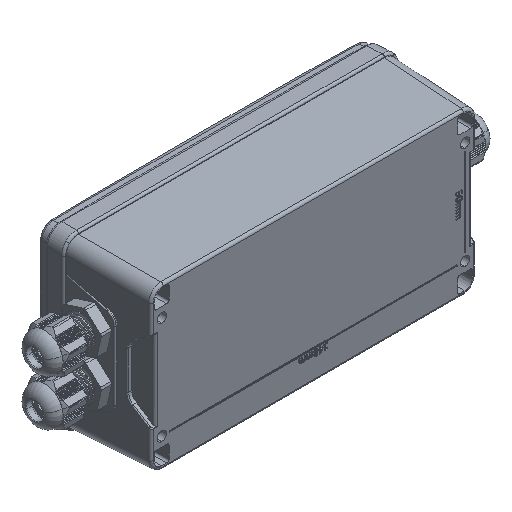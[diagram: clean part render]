
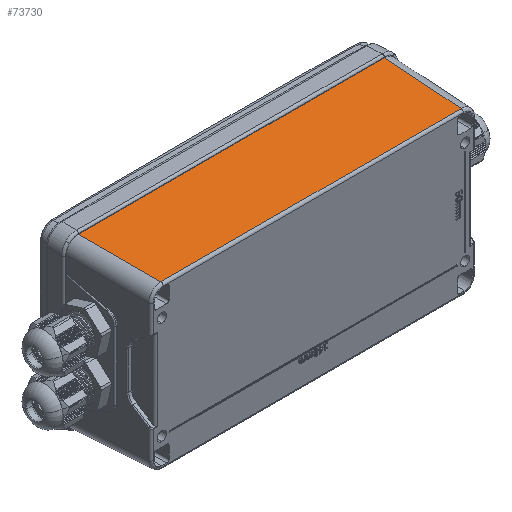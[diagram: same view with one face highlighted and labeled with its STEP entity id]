
A CAD part, isometric view. The second image highlights one B-rep face of the part: STEP entity #73730.
In plain terms, the highlighted planar face has unit normal (0, -0.035, 0.999).
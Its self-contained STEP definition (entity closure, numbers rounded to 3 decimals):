
#1954 = VERTEX_POINT ( 'NONE', #21197 ) ;
#5903 = EDGE_CURVE ( 'NONE', #1954, #93700, #131078, .T. ) ;
#6993 = CARTESIAN_POINT ( 'NONE',  ( -80.625, 40., 40.625 ) ) ;
#9863 = CARTESIAN_POINT ( 'NONE',  ( -74.629, 40., 40.625 ) ) ;
#11093 = AXIS2_PLACEMENT_3D ( 'NONE', #100430, #162125, #150013 ) ;
#11963 = PLANE ( 'NONE',  #11093 ) ;
#14420 = EDGE_CURVE ( 'NONE', #135493, #93700, #88644, .T. ) ;
#19439 = VERTEX_POINT ( 'NONE', #103110 ) ;
#21197 = CARTESIAN_POINT ( 'NONE',  ( 73.272, 1.158, 39.269 ) ) ;
#26150 = CARTESIAN_POINT ( 'NONE',  ( 74.537, 37.378, 40.533 ) ) ;
#27041 = EDGE_CURVE ( 'NONE', #19439, #135493, #36812, .T. ) ;
#29226 = ORIENTED_EDGE ( 'NONE', *, *, #5903, .F. ) ;
#32212 = DIRECTION ( 'NONE',  ( -1., 0., 0. ) ) ;
#36812 = LINE ( 'NONE', #6993, #155274 ) ;
#54722 = FACE_OUTER_BOUND ( 'NONE', #72819, .T. ) ;
#57547 = ORIENTED_EDGE ( 'NONE', *, *, #27041, .T. ) ;
#61056 = DIRECTION ( 'NONE',  ( 0.035, -0.999, -0.035 ) ) ;
#61799 = LINE ( 'NONE', #26150, #97399 ) ;
#64345 = DIRECTION ( 'NONE',  ( -0.035, -0.999, -0.035 ) ) ;
#72819 = EDGE_LOOP ( 'NONE', ( #96610, #57547, #80599, #29226 ) ) ;
#73730 = ADVANCED_FACE ( 'NONE', ( #54722 ), #11963, .T. ) ;
#80599 = ORIENTED_EDGE ( 'NONE', *, *, #14420, .T. ) ;
#86470 = EDGE_CURVE ( 'NONE', #19439, #1954, #61799, .T. ) ;
#86762 = VECTOR ( 'NONE', #61056, 1000. ) ;
#88644 = LINE ( 'NONE', #113030, #86762 ) ;
#93700 = VERTEX_POINT ( 'NONE', #145943 ) ;
#95254 = CARTESIAN_POINT ( 'NONE',  ( -80.625, 1.158, 39.269 ) ) ;
#95590 = VECTOR ( 'NONE', #32212, 1000. ) ;
#96610 = ORIENTED_EDGE ( 'NONE', *, *, #86470, .F. ) ;
#97399 = VECTOR ( 'NONE', #64345, 1000. ) ;
#100430 = CARTESIAN_POINT ( 'NONE',  ( -80.625, 40., 40.625 ) ) ;
#103110 = CARTESIAN_POINT ( 'NONE',  ( 74.629, 40., 40.625 ) ) ;
#113030 = CARTESIAN_POINT ( 'NONE',  ( -74.629, 40., 40.625 ) ) ;
#120284 = DIRECTION ( 'NONE',  ( -1., 0., 0. ) ) ;
#131078 = LINE ( 'NONE', #95254, #95590 ) ;
#135493 = VERTEX_POINT ( 'NONE', #9863 ) ;
#145943 = CARTESIAN_POINT ( 'NONE',  ( -73.272, 1.158, 39.269 ) ) ;
#150013 = DIRECTION ( 'NONE',  ( 0., -0.999, -0.035 ) ) ;
#155274 = VECTOR ( 'NONE', #120284, 1000. ) ;
#162125 = DIRECTION ( 'NONE',  ( 0., -0.035, 0.999 ) ) ;
